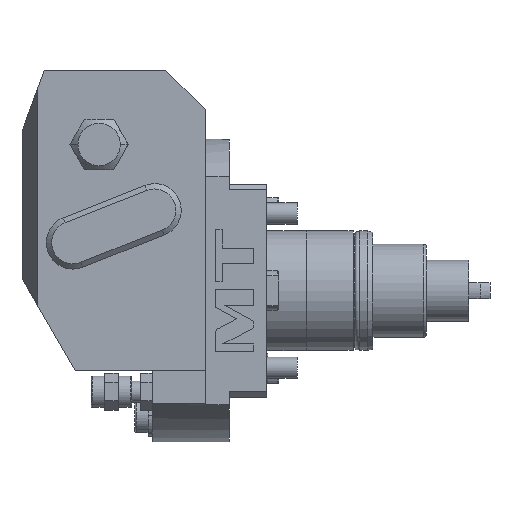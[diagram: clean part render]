
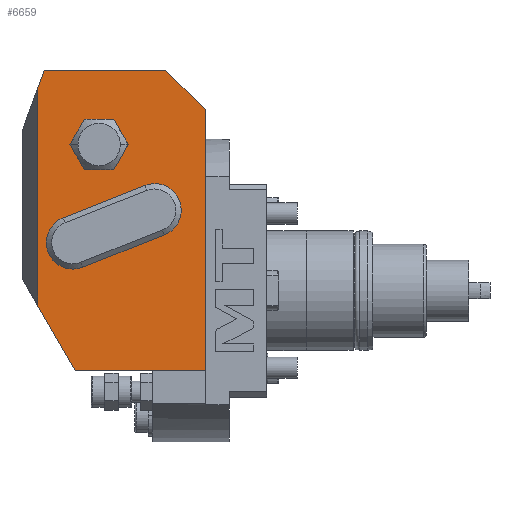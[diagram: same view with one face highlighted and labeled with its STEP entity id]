
A CAD part, front view. The second image highlights one B-rep face of the part: STEP entity #6659.
In plain terms, the highlighted planar face has unit normal (0, -1, 0).
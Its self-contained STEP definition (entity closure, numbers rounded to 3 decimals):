
#580=DIRECTION('',(0.,0.,-1.));
#581=VECTOR('',#580,98.);
#582=CARTESIAN_POINT('',(-23.,-67.,68.));
#583=LINE('',#582,#581);
#606=DIRECTION('',(-1.,0.,0.));
#607=VECTOR('',#606,49.);
#608=CARTESIAN_POINT('',(-23.,-67.,-30.));
#609=LINE('',#608,#607);
#638=DIRECTION('',(-0.5,0.,0.866));
#639=VECTOR('',#638,28.);
#640=CARTESIAN_POINT('',(-72.,-67.,-30.));
#641=LINE('',#640,#639);
#678=DIRECTION('',(-0.342,0.,-0.94));
#679=VECTOR('',#678,6.933);
#680=CARTESIAN_POINT('',(-83.629,-67.,83.));
#681=LINE('',#680,#679);
#694=DIRECTION('',(1.,0.,0.));
#695=VECTOR('',#694,45.629);
#696=CARTESIAN_POINT('',(-83.629,-67.,83.));
#697=LINE('',#696,#695);
#710=DIRECTION('',(-0.707,0.,0.707));
#711=VECTOR('',#710,21.213);
#712=CARTESIAN_POINT('',(-23.,-67.,68.));
#713=LINE('',#712,#711);
#722=DIRECTION('',(0.,0.,-1.));
#723=VECTOR('',#722,82.236);
#724=CARTESIAN_POINT('',(-86.,-67.,76.485));
#725=LINE('',#724,#723);
#726=CARTESIAN_POINT('',(-72.874,-67.,18.123));
#727=DIRECTION('',(0.,1.,0.));
#728=DIRECTION('',(0.368,0.,-0.93));
#729=AXIS2_PLACEMENT_3D('',#726,#727,#728);
#731=DIRECTION('',(-0.93,0.,-0.368));
#732=VECTOR('',#731,33.069);
#733=CARTESIAN_POINT('',(-38.445,-67.,20.987));
#734=LINE('',#733,#732);
#735=CARTESIAN_POINT('',(-42.123,-67.,30.286));
#736=DIRECTION('',(0.,1.,0.));
#737=DIRECTION('',(-0.368,0.,0.93));
#738=AXIS2_PLACEMENT_3D('',#735,#736,#737);
#740=DIRECTION('',(0.93,0.,0.368));
#741=VECTOR('',#740,33.069);
#742=CARTESIAN_POINT('',(-76.552,-67.,27.422));
#743=LINE('',#742,#741);
#812=CARTESIAN_POINT('',(-63.,-67.,55.));
#813=DIRECTION('',(0.,1.,0.));
#814=DIRECTION('',(-1.,0.,0.));
#815=AXIS2_PLACEMENT_3D('',#812,#813,#814);
#817=CARTESIAN_POINT('',(-63.,-67.,55.));
#818=DIRECTION('',(0.,1.,0.));
#819=DIRECTION('',(1.,0.,0.));
#820=AXIS2_PLACEMENT_3D('',#817,#818,#819);
#5499=CARTESIAN_POINT('',(-69.196,-67.,8.824));
#5500=CARTESIAN_POINT('',(-76.552,-67.,27.422));
#5501=VERTEX_POINT('',#5499);
#5502=VERTEX_POINT('',#5500);
#5503=CARTESIAN_POINT('',(-45.801,-67.,39.585));
#5504=VERTEX_POINT('',#5503);
#5505=CARTESIAN_POINT('',(-38.445,-67.,20.987));
#5506=VERTEX_POINT('',#5505);
#5507=CARTESIAN_POINT('',(-23.,-67.,-30.));
#5508=CARTESIAN_POINT('',(-72.,-67.,-30.));
#5509=VERTEX_POINT('',#5507);
#5510=VERTEX_POINT('',#5508);
#5511=CARTESIAN_POINT('',(-83.629,-67.,83.));
#5512=CARTESIAN_POINT('',(-38.,-67.,83.));
#5513=VERTEX_POINT('',#5511);
#5514=VERTEX_POINT('',#5512);
#5515=CARTESIAN_POINT('',(-23.,-67.,68.));
#5516=VERTEX_POINT('',#5515);
#5534=CARTESIAN_POINT('',(-86.,-67.,-5.751));
#5536=VERTEX_POINT('',#5534);
#5539=CARTESIAN_POINT('',(-86.,-67.,76.485));
#5540=VERTEX_POINT('',#5539);
#5541=CARTESIAN_POINT('',(-69.,-67.,55.));
#5542=CARTESIAN_POINT('',(-57.,-67.,55.));
#5543=VERTEX_POINT('',#5541);
#5544=VERTEX_POINT('',#5542);
#6628=CARTESIAN_POINT('',(-53.5,-67.,0.));
#6629=DIRECTION('',(0.,-1.,0.));
#6630=DIRECTION('',(0.,0.,1.));
#6631=AXIS2_PLACEMENT_3D('',#6628,#6629,#6630);
#6632=PLANE('',#6631);
#6633=ORIENTED_EDGE('',*,*,#6549,.T.);
#6635=ORIENTED_EDGE('',*,*,#6634,.F.);
#6636=ORIENTED_EDGE('',*,*,#6585,.F.);
#6637=ORIENTED_EDGE('',*,*,#6602,.T.);
#6638=ORIENTED_EDGE('',*,*,#6618,.F.);
#6639=ORIENTED_EDGE('',*,*,#6487,.T.);
#6640=ORIENTED_EDGE('',*,*,#6514,.T.);
#6641=EDGE_LOOP('',(#6633,#6635,#6636,#6637,#6638,#6639,#6640));
#6642=FACE_OUTER_BOUND('',#6641,.F.);
#6644=ORIENTED_EDGE('',*,*,#6643,.F.);
#6646=ORIENTED_EDGE('',*,*,#6645,.F.);
#6648=ORIENTED_EDGE('',*,*,#6647,.F.);
#6650=ORIENTED_EDGE('',*,*,#6649,.F.);
#6651=EDGE_LOOP('',(#6644,#6646,#6648,#6650));
#6652=FACE_BOUND('',#6651,.F.);
#6654=ORIENTED_EDGE('',*,*,#6653,.F.);
#6656=ORIENTED_EDGE('',*,*,#6655,.F.);
#6657=EDGE_LOOP('',(#6654,#6656));
#6658=FACE_BOUND('',#6657,.F.);
#6659=ADVANCED_FACE('',(#6642,#6652,#6658),#6632,.T.);
#730=CIRCLE('',#729,10.);
#739=CIRCLE('',#738,10.);
#816=CIRCLE('',#815,6.);
#821=CIRCLE('',#820,6.);
#6487=EDGE_CURVE('',#5516,#5509,#583,.T.);
#6514=EDGE_CURVE('',#5509,#5510,#609,.T.);
#6549=EDGE_CURVE('',#5510,#5536,#641,.T.);
#6585=EDGE_CURVE('',#5513,#5540,#681,.T.);
#6602=EDGE_CURVE('',#5513,#5514,#697,.T.);
#6618=EDGE_CURVE('',#5516,#5514,#713,.T.);
#6634=EDGE_CURVE('',#5540,#5536,#725,.T.);
#6643=EDGE_CURVE('',#5501,#5502,#730,.T.);
#6645=EDGE_CURVE('',#5506,#5501,#734,.T.);
#6647=EDGE_CURVE('',#5504,#5506,#739,.T.);
#6649=EDGE_CURVE('',#5502,#5504,#743,.T.);
#6653=EDGE_CURVE('',#5543,#5544,#816,.T.);
#6655=EDGE_CURVE('',#5544,#5543,#821,.T.);
